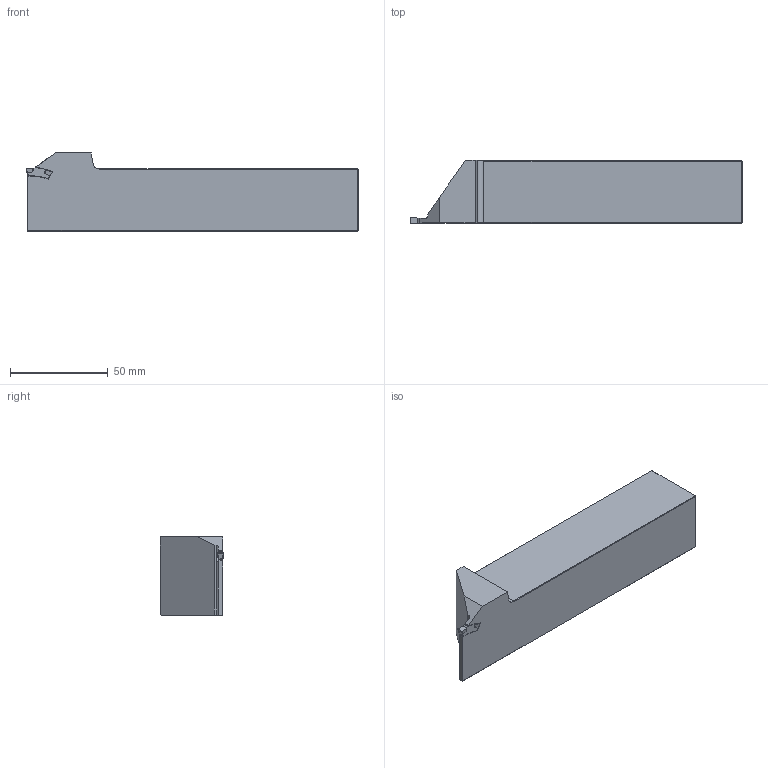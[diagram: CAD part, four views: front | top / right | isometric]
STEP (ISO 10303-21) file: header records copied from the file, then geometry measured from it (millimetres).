
FILE_DESCRIPTION(/* description */ (''),/* implementation_level */ '2;1');
FILE_NAME(/* name */ 'ADKT-ITG-R-3232-3-T8.stp',/* time_stamp */ '2023-10-18T13:07:45+03:00',/* author */ (''),/* organization */ (''),/* preprocessor_version */ 'ST-DEVELOPER v19.4',/* originating_system */ 'SIEMENS PLM Software NX2306.3001',/* authorisation */ '');
FILE_SCHEMA (('AUTOMOTIVE_DESIGN { 1 0 10303 214 3 1 1 1 }'));
Length unit declared in the file: millimetre
Products named in the file (1): ADKT-ITG-R-3232-3-T8
Bounding box: 170 x 32.29 x 40 mm (x, y, z)
Volume: 161173.8 mm3; surface area: 22997.5 mm2
Topology: 2 solids, 2 shells, 78 faces, 206 edges, 132 vertices
Faces by surface type: plane 49, cylinder 29
Entity records: 2513 total; most frequent: CARTESIAN_POINT 525, ORIENTED_EDGE 412, DIRECTION 408, EDGE_CURVE 206, LINE 142, VECTOR 142, AXIS2_PLACEMENT_3D 133, VERTEX_POINT 132
